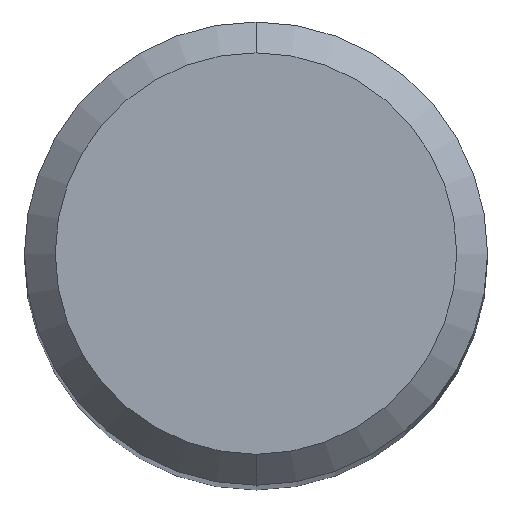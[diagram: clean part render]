
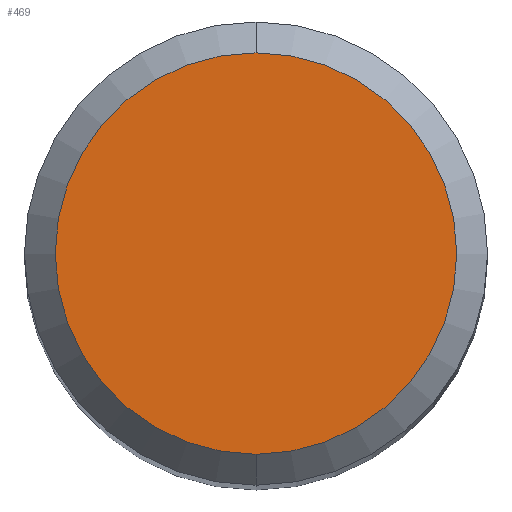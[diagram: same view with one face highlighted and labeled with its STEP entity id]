
A CAD part, top view. The second image highlights one B-rep face of the part: STEP entity #469.
In plain terms, the highlighted planar face has unit normal (0, 0, 1).
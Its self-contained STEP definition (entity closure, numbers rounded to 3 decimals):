
#249=VERTEX_POINT('',#574);
#285=EDGE_CURVE('',#249,#311,#613,.T.);
#311=VERTEX_POINT('',#640);
#353=EDGE_CURVE('',#311,#249,#689,.T.);
#469=ADVANCED_FACE('',(#814),#815,.T.);
#574=CARTESIAN_POINT('',(0.0,2.6,0.0));
#613=CIRCLE('',#1017,2.6);
#640=CARTESIAN_POINT('',(0.,-2.6,0.0));
#689=CIRCLE('',#1132,2.6);
#814=FACE_OUTER_BOUND('',#1442,.T.);
#815=PLANE('',#1443);
#1017=AXIS2_PLACEMENT_3D('',#1622,#1623,#1624);
#1132=AXIS2_PLACEMENT_3D('',#1702,#1703,#1704);
#1442=EDGE_LOOP('',(#1827,#1828));
#1443=AXIS2_PLACEMENT_3D('',#1829,#1830,#1831);
#1622=CARTESIAN_POINT('',(0.0,0.0,0.0));
#1623=DIRECTION('',(0.0,0.0,-1.0));
#1624=DIRECTION('',(0.0,1.0,0.0));
#1702=CARTESIAN_POINT('',(0.0,0.0,0.0));
#1703=DIRECTION('',(0.0,0.0,-1.0));
#1704=DIRECTION('',(0.0,1.0,0.0));
#1827=ORIENTED_EDGE('',*,*,#285,.F.);
#1828=ORIENTED_EDGE('',*,*,#353,.F.);
#1829=CARTESIAN_POINT('',(0.0,1.3,0.0));
#1830=DIRECTION('',(-0.0,0.0,1.0));
#1831=DIRECTION('',(0.0,-1.0,0.0));
